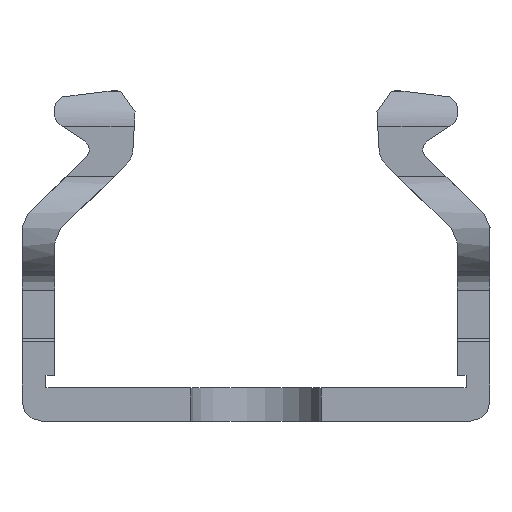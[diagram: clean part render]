
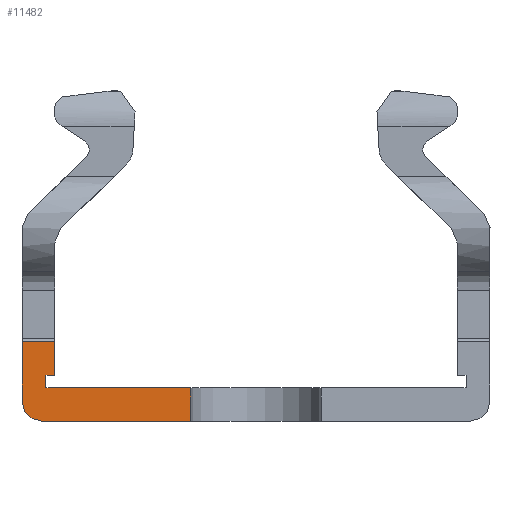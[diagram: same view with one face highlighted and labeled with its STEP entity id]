
A CAD part, left-side view. The second image highlights one B-rep face of the part: STEP entity #11482.
In plain terms, the highlighted planar face has unit normal (-1, 0, 0).
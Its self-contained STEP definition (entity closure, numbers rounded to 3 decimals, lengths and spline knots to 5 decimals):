
#11482=ADVANCED_FACE('',(#23544),#19710,.F.);
#19710=PLANE('',#161333);
#23544=FACE_OUTER_BOUND('',#31770,.T.);
#31770=EDGE_LOOP('',(#44832,#44833,#44834,#44835,#44836,#44837,#44838,#44839,
#44840));
#40068=CIRCLE('',#161332,0.03);
#44832=ORIENTED_EDGE('',*,*,#110640,.T.);
#44833=ORIENTED_EDGE('',*,*,#110641,.T.);
#44834=ORIENTED_EDGE('',*,*,#110642,.F.);
#44835=ORIENTED_EDGE('',*,*,#110643,.F.);
#44836=ORIENTED_EDGE('',*,*,#110644,.T.);
#44837=ORIENTED_EDGE('',*,*,#110645,.F.);
#44838=ORIENTED_EDGE('',*,*,#110646,.T.);
#44839=ORIENTED_EDGE('',*,*,#110647,.T.);
#44840=ORIENTED_EDGE('',*,*,#110648,.F.);
#94188=VERTEX_POINT('',#225411);
#94189=VERTEX_POINT('',#225412);
#94190=VERTEX_POINT('',#225414);
#94191=VERTEX_POINT('',#225416);
#94192=VERTEX_POINT('',#225418);
#94193=VERTEX_POINT('',#225420);
#94194=VERTEX_POINT('',#225422);
#94195=VERTEX_POINT('',#225424);
#94196=VERTEX_POINT('',#225426);
#110640=EDGE_CURVE('',#94188,#94189,#135317,.T.);
#110641=EDGE_CURVE('',#94189,#94190,#135318,.T.);
#110642=EDGE_CURVE('',#94191,#94190,#135319,.T.);
#110643=EDGE_CURVE('',#94192,#94191,#135320,.T.);
#110644=EDGE_CURVE('',#94192,#94193,#135321,.T.);
#110645=EDGE_CURVE('',#94194,#94193,#135322,.T.);
#110646=EDGE_CURVE('',#94194,#94195,#135323,.T.);
#110647=EDGE_CURVE('',#94195,#94196,#135324,.T.);
#110648=EDGE_CURVE('',#94188,#94196,#40068,.T.);
#135317=LINE('',#225410,#148327);
#135318=LINE('',#225413,#148328);
#135319=LINE('',#225415,#148329);
#135320=LINE('',#225417,#148330);
#135321=LINE('',#225419,#148331);
#135322=LINE('',#225421,#148332);
#135323=LINE('',#225423,#148333);
#135324=LINE('',#225425,#148334);
#148327=VECTOR('',#178360,1.);
#148328=VECTOR('',#178361,1.);
#148329=VECTOR('',#178362,1.);
#148330=VECTOR('',#178363,1.);
#148331=VECTOR('',#178364,1.);
#148332=VECTOR('',#178365,1.);
#148333=VECTOR('',#178366,1.);
#148334=VECTOR('',#178367,1.);
#161332=AXIS2_PLACEMENT_3D('',#225427,#178368,#178369);
#161333=AXIS2_PLACEMENT_3D('',#225428,#178370,#178371);
#178360=DIRECTION('',(0.,-1.,0.));
#178361=DIRECTION('',(0.,0.,1.));
#178362=DIRECTION('',(0.,-1.,0.));
#178363=DIRECTION('',(0.,0.,-1.));
#178364=DIRECTION('',(0.,-0.998,-0.055));
#178365=DIRECTION('',(0.,0.,-1.));
#178366=DIRECTION('',(0.,1.,0.));
#178367=DIRECTION('',(0.,0.,-1.));
#178368=DIRECTION('',(1.,0.,0.));
#178369=DIRECTION('',(0.,1.,0.));
#178370=DIRECTION('',(1.,0.,0.));
#178371=DIRECTION('',(0.,0.,-1.));
#225410=CARTESIAN_POINT('',(0.,0.3201,0.));
#225411=CARTESIAN_POINT('',(0.,0.3201,0.));
#225412=CARTESIAN_POINT('',(0.,0.0975,0.));
#225413=CARTESIAN_POINT('',(0.,0.0975,0.03));
#225414=CARTESIAN_POINT('',(0.,0.0975,0.05));
#225415=CARTESIAN_POINT('',(0.,0.31421,0.05));
#225416=CARTESIAN_POINT('',(0.,0.31421,0.05));
#225417=CARTESIAN_POINT('',(0.,0.31421,0.06873));
#225418=CARTESIAN_POINT('',(0.,0.31421,0.06873));
#225419=CARTESIAN_POINT('',(0.,0.31421,0.06873));
#225420=CARTESIAN_POINT('',(0.,0.30128,0.06802));
#225421=CARTESIAN_POINT('',(0.,0.30128,0.26671));
#225422=CARTESIAN_POINT('',(0.,0.30128,0.11962));
#225423=CARTESIAN_POINT('',(0.,0.3201,0.11962));
#225424=CARTESIAN_POINT('',(0.,0.3501,0.11962));
#225425=CARTESIAN_POINT('',(0.,0.35011,0.28943));
#225426=CARTESIAN_POINT('',(0.,0.3501,0.03));
#225427=CARTESIAN_POINT('',(0.,0.3201,0.03));
#225428=CARTESIAN_POINT('',(0.,0.3201,0.03));
